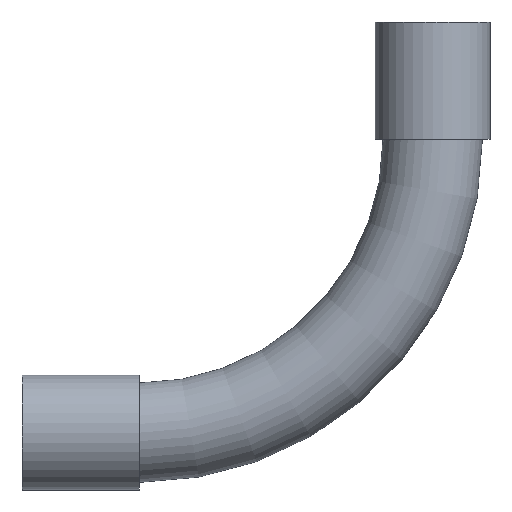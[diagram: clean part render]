
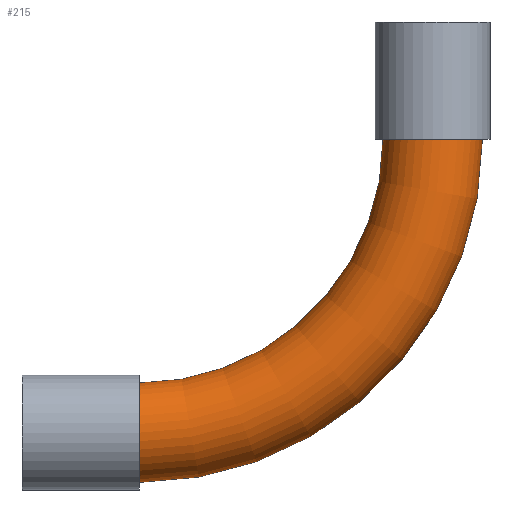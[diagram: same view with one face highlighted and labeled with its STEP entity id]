
A CAD part, front view. The second image highlights one B-rep face of the part: STEP entity #215.
In plain terms, the highlighted toroidal (fillet/blend) face has major radius 57.6 mm and minor radius 9.75 mm.
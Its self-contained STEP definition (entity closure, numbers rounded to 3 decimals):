
#5 = VERTEX_POINT ( 'NONE', #336 ) ;
#10 = AXIS2_PLACEMENT_3D ( 'NONE', #555, #289, #606 ) ;
#60 = VERTEX_POINT ( 'NONE', #176 ) ;
#91 = AXIS2_PLACEMENT_3D ( 'NONE', #270, #579, #285 ) ;
#174 = AXIS2_PLACEMENT_3D ( 'NONE', #515, #241, #556 ) ;
#176 = CARTESIAN_POINT ( 'NONE',  ( 0., 0., -67.35 ) ) ;
#199 = CARTESIAN_POINT ( 'NONE',  ( 0., 0., 0. ) ) ;
#215 = ADVANCED_FACE ( 'NONE', ( #616 ), #498, .T. ) ;
#219 = CIRCLE ( 'NONE', #91, 9.75 ) ;
#241 = DIRECTION ( 'NONE',  ( 0., 0., 1. ) ) ;
#243 = DIRECTION ( 'NONE',  ( 0., 0., -1. ) ) ;
#270 = CARTESIAN_POINT ( 'NONE',  ( 0., 0., -57.6 ) ) ;
#274 = EDGE_LOOP ( 'NONE', ( #364, #603, #323, #389 ) ) ;
#285 = DIRECTION ( 'NONE',  ( 0., 0., -1. ) ) ;
#288 = VERTEX_POINT ( 'NONE', #534 ) ;
#289 = DIRECTION ( 'NONE',  ( 0., -1., 0. ) ) ;
#296 = CIRCLE ( 'NONE', #372, 47.85 ) ;
#323 = ORIENTED_EDGE ( 'NONE', *, *, #494, .F. ) ;
#326 = CIRCLE ( 'NONE', #10, 67.35 ) ;
#336 = CARTESIAN_POINT ( 'NONE',  ( 47.85, 0., 0. ) ) ;
#364 = ORIENTED_EDGE ( 'NONE', *, *, #404, .F. ) ;
#372 = AXIS2_PLACEMENT_3D ( 'NONE', #199, #516, #243 ) ;
#389 = ORIENTED_EDGE ( 'NONE', *, *, #576, .F. ) ;
#404 = EDGE_CURVE ( 'NONE', #60, #580, #219, .T. ) ;
#414 = AXIS2_PLACEMENT_3D ( 'NONE', #477, #527, #622 ) ;
#425 = CARTESIAN_POINT ( 'NONE',  ( 0., 0., -47.85 ) ) ;
#461 = EDGE_CURVE ( 'NONE', #60, #288, #326, .T. ) ;
#477 = CARTESIAN_POINT ( 'NONE',  ( 0., 0., 0. ) ) ;
#494 = EDGE_CURVE ( 'NONE', #5, #288, #542, .T. ) ;
#498 = TOROIDAL_SURFACE ( 'NONE', #414, 57.6, 9.75 ) ;
#515 = CARTESIAN_POINT ( 'NONE',  ( 57.6, 0., 0. ) ) ;
#516 = DIRECTION ( 'NONE',  ( 0., -1., 0. ) ) ;
#527 = DIRECTION ( 'NONE',  ( 0., -1., 0. ) ) ;
#534 = CARTESIAN_POINT ( 'NONE',  ( 67.35, 0., 0. ) ) ;
#542 = CIRCLE ( 'NONE', #174, 9.75 ) ;
#555 = CARTESIAN_POINT ( 'NONE',  ( 0., 0., 0. ) ) ;
#556 = DIRECTION ( 'NONE',  ( 1., 0., 0. ) ) ;
#576 = EDGE_CURVE ( 'NONE', #580, #5, #296, .T. ) ;
#579 = DIRECTION ( 'NONE',  ( -1., 0., 0. ) ) ;
#580 = VERTEX_POINT ( 'NONE', #425 ) ;
#603 = ORIENTED_EDGE ( 'NONE', *, *, #461, .T. ) ;
#606 = DIRECTION ( 'NONE',  ( 0., 0., -1. ) ) ;
#616 = FACE_OUTER_BOUND ( 'NONE', #274, .T. ) ;
#622 = DIRECTION ( 'NONE',  ( 0., 0., -1. ) ) ;
